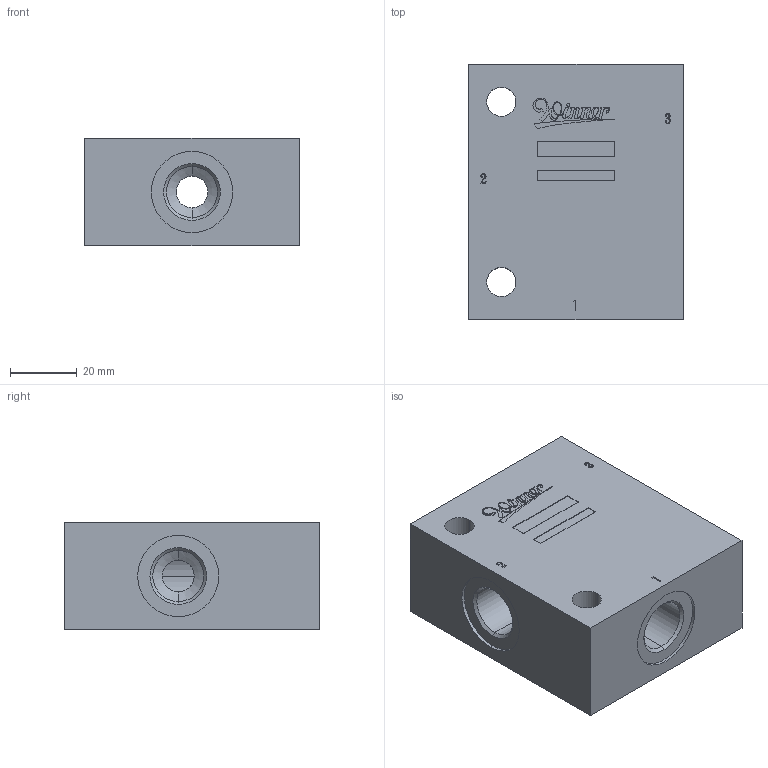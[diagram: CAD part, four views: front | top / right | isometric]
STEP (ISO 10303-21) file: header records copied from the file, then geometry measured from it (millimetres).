
FILE_DESCRIPTION (( 'STEP AP203' ), '1' );
FILE_NAME ('ML-22M3-G03-Z01.STEP', '2026-02-25T05:32:42', ( '' ), ( '' ), 'SwSTEP 2.0', 'SolidWorks 2018', '' );
FILE_SCHEMA (( 'CONFIG_CONTROL_DESIGN' ));
Length unit declared in the file: millimetre
Products named in the file (1): ML-22M3-G03-Z01
Bounding box: 64 x 76.2 x 32 mm (x, y, z)
Volume: 124772.7 mm3; surface area: 25789.2 mm2
Topology: 1 solids, 1 shells, 340 faces, 944 edges, 619 vertices
Faces by surface type: cylinder 177, plane 82, bspline 59, cone 22
Entity records: 12745 total; most frequent: CARTESIAN_POINT 4023, ORIENTED_EDGE 1888, DIRECTION 1742, EDGE_CURVE 944, AXIS2_PLACEMENT_3D 644, VERTEX_POINT 619, LINE 454, VECTOR 454
